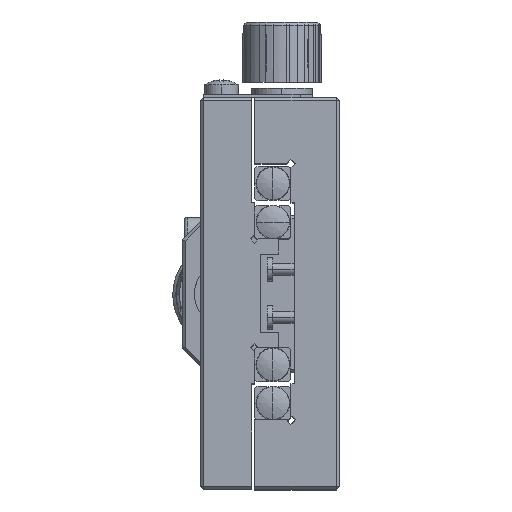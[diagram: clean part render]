
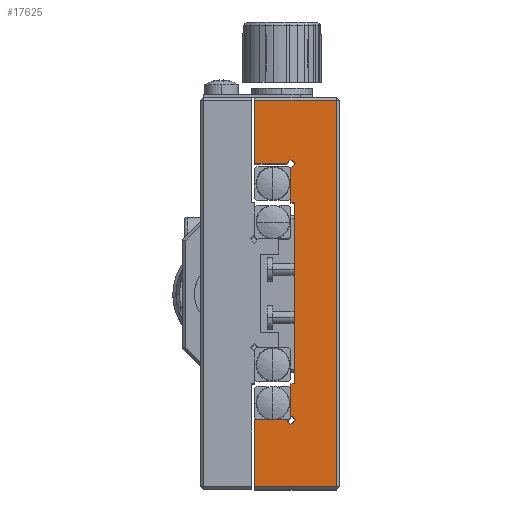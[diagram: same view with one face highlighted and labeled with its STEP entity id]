
A CAD part, top view. The second image highlights one B-rep face of the part: STEP entity #17625.
In plain terms, the highlighted planar face has unit normal (0, 0, -1).
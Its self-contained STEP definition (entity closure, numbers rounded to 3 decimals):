
#359 = VECTOR ( 'NONE', #25797, 1000. ) ;
#451 = CARTESIAN_POINT ( 'NONE',  ( -5.894, 18.359, 32.5 ) ) ;
#763 = VECTOR ( 'NONE', #26998, 1000. ) ;
#835 = VECTOR ( 'NONE', #23252, 1000. ) ;
#936 = CARTESIAN_POINT ( 'NONE',  ( -5.187, 11.859, 32.5 ) ) ;
#954 = ORIENTED_EDGE ( 'NONE', *, *, #8803, .F. ) ;
#1257 = CARTESIAN_POINT ( 'NONE',  ( -4.48, 18.359, 32.5 ) ) ;
#1503 = VERTEX_POINT ( 'NONE', #6383 ) ;
#1663 = CARTESIAN_POINT ( 'NONE',  ( -4.687, 11.859, 32.5 ) ) ;
#2846 = CARTESIAN_POINT ( 'NONE',  ( -5.894, -24.141, 32.5 ) ) ;
#2910 = ORIENTED_EDGE ( 'NONE', *, *, #20952, .F. ) ;
#3397 = DIRECTION ( 'NONE',  ( 0., -1., 0. ) ) ;
#3689 = CARTESIAN_POINT ( 'NONE',  ( 2.313, 28.859, 32.5 ) ) ;
#3740 = VERTEX_POINT ( 'NONE', #22482 ) ;
#4208 = CARTESIAN_POINT ( 'NONE',  ( -5.187, -18.141, 32.5 ) ) ;
#4263 = CARTESIAN_POINT ( 'NONE',  ( -5.187, 19.066, 32.5 ) ) ;
#4635 = VECTOR ( 'NONE', #10678, 1000. ) ;
#4964 = CARTESIAN_POINT ( 'NONE',  ( 2.813, -35.141, 32.5 ) ) ;
#5096 = CARTESIAN_POINT ( 'NONE',  ( -5.187, 19.066, 32.5 ) ) ;
#5106 = DIRECTION ( 'NONE',  ( 1., 0., 0. ) ) ;
#5406 = LINE ( 'NONE', #4964, #5952 ) ;
#5420 = CARTESIAN_POINT ( 'NONE',  ( -5.187, -18.141, 32.5 ) ) ;
#5556 = AXIS2_PLACEMENT_3D ( 'NONE', #14756, #23830, #17183 ) ;
#5567 = DIRECTION ( 'NONE',  ( -1., 0., 0. ) ) ;
#5889 = CARTESIAN_POINT ( 'NONE',  ( -5.187, 29.359, 32.5 ) ) ;
#5952 = VECTOR ( 'NONE', #5106, 1000. ) ;
#5962 = EDGE_CURVE ( 'NONE', #18083, #14862, #22993, .T. ) ;
#6106 = LINE ( 'NONE', #20041, #26241 ) ;
#6126 = ORIENTED_EDGE ( 'NONE', *, *, #23237, .F. ) ;
#6383 = CARTESIAN_POINT ( 'NONE',  ( -11.187, 18.359, 32.5 ) ) ;
#6443 = VECTOR ( 'NONE', #15140, 1000. ) ;
#6586 = EDGE_CURVE ( 'NONE', #3740, #10577, #23997, .T. ) ;
#6881 = DIRECTION ( 'NONE',  ( 0.707, -0.707, 0. ) ) ;
#7345 = EDGE_CURVE ( 'NONE', #14862, #25264, #21627, .T. ) ;
#7546 = VECTOR ( 'NONE', #12076, 1000. ) ;
#8288 = CARTESIAN_POINT ( 'NONE',  ( 2.813, 28.859, 32.5 ) ) ;
#8590 = VECTOR ( 'NONE', #6881, 1000. ) ;
#8658 = EDGE_CURVE ( 'NONE', #17818, #1503, #11000, .T. ) ;
#8803 = EDGE_CURVE ( 'NONE', #22581, #16828, #25501, .T. ) ;
#8853 = CARTESIAN_POINT ( 'NONE',  ( 2.813, -24.141, 32.5 ) ) ;
#8866 = ORIENTED_EDGE ( 'NONE', *, *, #5962, .F. ) ;
#8894 = EDGE_CURVE ( 'NONE', #25148, #18083, #9916, .T. ) ;
#9249 = CARTESIAN_POINT ( 'NONE',  ( -11.187, 29.359, 32.5 ) ) ;
#9474 = EDGE_CURVE ( 'NONE', #1503, #11006, #25962, .T. ) ;
#9481 = LINE ( 'NONE', #13870, #13173 ) ;
#9916 = LINE ( 'NONE', #936, #359 ) ;
#10008 = ORIENTED_EDGE ( 'NONE', *, *, #8658, .F. ) ;
#10389 = CARTESIAN_POINT ( 'NONE',  ( -11.187, 29.359, 32.5 ) ) ;
#10562 = LINE ( 'NONE', #8288, #13080 ) ;
#10577 = VERTEX_POINT ( 'NONE', #24744 ) ;
#10678 = DIRECTION ( 'NONE',  ( -0.707, -0.707, 0. ) ) ;
#11000 = LINE ( 'NONE', #10389, #24528 ) ;
#11006 = VERTEX_POINT ( 'NONE', #451 ) ;
#11277 = LINE ( 'NONE', #8853, #763 ) ;
#11340 = ORIENTED_EDGE ( 'NONE', *, *, #19407, .F. ) ;
#11436 = VECTOR ( 'NONE', #5567, 1000. ) ;
#11850 = CARTESIAN_POINT ( 'NONE',  ( 2.313, -35.141, 32.5 ) ) ;
#12076 = DIRECTION ( 'NONE',  ( 0.707, 0.707, 0. ) ) ;
#12236 = EDGE_CURVE ( 'NONE', #24506, #17818, #10562, .T. ) ;
#13080 = VECTOR ( 'NONE', #13282, 1000. ) ;
#13173 = VECTOR ( 'NONE', #20834, 1000. ) ;
#13282 = DIRECTION ( 'NONE',  ( -1., 0., 0. ) ) ;
#13508 = DIRECTION ( 'NONE',  ( 0.707, -0.707, 0. ) ) ;
#13621 = CARTESIAN_POINT ( 'NONE',  ( -4.687, 29.359, 32.5 ) ) ;
#13717 = CARTESIAN_POINT ( 'NONE',  ( -5.187, -23.434, 32.5 ) ) ;
#13735 = ORIENTED_EDGE ( 'NONE', *, *, #16725, .T. ) ;
#13870 = CARTESIAN_POINT ( 'NONE',  ( -4.48, -24.141, 32.5 ) ) ;
#13939 = ORIENTED_EDGE ( 'NONE', *, *, #7345, .F. ) ;
#14136 = CARTESIAN_POINT ( 'NONE',  ( -5.187, -24.848, 32.5 ) ) ;
#14756 = CARTESIAN_POINT ( 'NONE',  ( 2.813, 29.359, 32.5 ) ) ;
#14862 = VERTEX_POINT ( 'NONE', #15569 ) ;
#15077 = CARTESIAN_POINT ( 'NONE',  ( -5.187, 29.359, 32.5 ) ) ;
#15140 = DIRECTION ( 'NONE',  ( 0., -1., 0. ) ) ;
#15569 = CARTESIAN_POINT ( 'NONE',  ( -4.687, -18.141, 32.5 ) ) ;
#15881 = DIRECTION ( 'NONE',  ( -0.707, 0.707, 0. ) ) ;
#16115 = CARTESIAN_POINT ( 'NONE',  ( -11.187, 28.859, 32.5 ) ) ;
#16330 = EDGE_CURVE ( 'NONE', #16828, #16801, #9481, .T. ) ;
#16364 = ORIENTED_EDGE ( 'NONE', *, *, #6586, .F. ) ;
#16725 = EDGE_CURVE ( 'NONE', #24506, #29081, #6106, .T. ) ;
#16801 = VERTEX_POINT ( 'NONE', #14136 ) ;
#16828 = VERTEX_POINT ( 'NONE', #23502 ) ;
#17045 = LINE ( 'NONE', #15077, #27611 ) ;
#17095 = ORIENTED_EDGE ( 'NONE', *, *, #12236, .F. ) ;
#17138 = VECTOR ( 'NONE', #15881, 1000. ) ;
#17183 = DIRECTION ( 'NONE',  ( 1., 0., 0. ) ) ;
#17415 = VERTEX_POINT ( 'NONE', #23684 ) ;
#17477 = FACE_OUTER_BOUND ( 'NONE', #25904, .T. ) ;
#17625 = ADVANCED_FACE ( 'NONE', ( #17477 ), #28977, .F. ) ;
#17818 = VERTEX_POINT ( 'NONE', #16115 ) ;
#18083 = VERTEX_POINT ( 'NONE', #1663 ) ;
#18866 = CARTESIAN_POINT ( 'NONE',  ( 2.813, 18.359, 32.5 ) ) ;
#19407 = EDGE_CURVE ( 'NONE', #22895, #26798, #11277, .T. ) ;
#19473 = VECTOR ( 'NONE', #13508, 1000. ) ;
#19509 = ORIENTED_EDGE ( 'NONE', *, *, #23067, .F. ) ;
#19630 = ORIENTED_EDGE ( 'NONE', *, *, #20480, .F. ) ;
#19798 = ORIENTED_EDGE ( 'NONE', *, *, #16330, .F. ) ;
#20041 = CARTESIAN_POINT ( 'NONE',  ( 2.313, -35.641, 32.5 ) ) ;
#20106 = VECTOR ( 'NONE', #25282, 1000. ) ;
#20153 = ORIENTED_EDGE ( 'NONE', *, *, #9474, .F. ) ;
#20480 = EDGE_CURVE ( 'NONE', #10577, #25148, #17045, .T. ) ;
#20572 = VECTOR ( 'NONE', #27233, 1000. ) ;
#20834 = DIRECTION ( 'NONE',  ( -0.707, -0.707, 0. ) ) ;
#20889 = VERTEX_POINT ( 'NONE', #25144 ) ;
#20952 = EDGE_CURVE ( 'NONE', #20889, #3740, #24999, .T. ) ;
#21627 = LINE ( 'NONE', #5420, #11436 ) ;
#22235 = LINE ( 'NONE', #5889, #6443 ) ;
#22269 = CARTESIAN_POINT ( 'NONE',  ( -5.187, -23.434, 32.5 ) ) ;
#22482 = CARTESIAN_POINT ( 'NONE',  ( -4.48, 18.359, 32.5 ) ) ;
#22581 = VERTEX_POINT ( 'NONE', #22269 ) ;
#22834 = LINE ( 'NONE', #25091, #17138 ) ;
#22895 = VERTEX_POINT ( 'NONE', #2846 ) ;
#22993 = LINE ( 'NONE', #13621, #20572 ) ;
#23067 = EDGE_CURVE ( 'NONE', #16801, #22895, #22834, .T. ) ;
#23237 = EDGE_CURVE ( 'NONE', #17415, #29081, #5406, .T. ) ;
#23252 = DIRECTION ( 'NONE',  ( 1., 0., 0. ) ) ;
#23502 = CARTESIAN_POINT ( 'NONE',  ( -4.48, -24.141, 32.5 ) ) ;
#23549 = ORIENTED_EDGE ( 'NONE', *, *, #29323, .F. ) ;
#23644 = CARTESIAN_POINT ( 'NONE',  ( -11.187, -24.141, 32.5 ) ) ;
#23684 = CARTESIAN_POINT ( 'NONE',  ( -11.187, -35.141, 32.5 ) ) ;
#23830 = DIRECTION ( 'NONE',  ( 0., 0., 1. ) ) ;
#23911 = EDGE_CURVE ( 'NONE', #25264, #22581, #22235, .T. ) ;
#23997 = LINE ( 'NONE', #1257, #4635 ) ;
#23998 = ORIENTED_EDGE ( 'NONE', *, *, #29803, .F. ) ;
#24012 = LINE ( 'NONE', #5096, #7546 ) ;
#24506 = VERTEX_POINT ( 'NONE', #3689 ) ;
#24528 = VECTOR ( 'NONE', #26565, 1000. ) ;
#24744 = CARTESIAN_POINT ( 'NONE',  ( -5.187, 17.652, 32.5 ) ) ;
#24999 = LINE ( 'NONE', #4263, #19473 ) ;
#25091 = CARTESIAN_POINT ( 'NONE',  ( -5.187, -24.848, 32.5 ) ) ;
#25144 = CARTESIAN_POINT ( 'NONE',  ( -5.187, 19.066, 32.5 ) ) ;
#25148 = VERTEX_POINT ( 'NONE', #26914 ) ;
#25264 = VERTEX_POINT ( 'NONE', #4208 ) ;
#25282 = DIRECTION ( 'NONE',  ( 0., -1., 0. ) ) ;
#25501 = LINE ( 'NONE', #13717, #8590 ) ;
#25797 = DIRECTION ( 'NONE',  ( 1., 0., 0. ) ) ;
#25904 = EDGE_LOOP ( 'NONE', ( #19798, #954, #26278, #13939, #8866, #27010, #19630, #16364, #2910, #23998, #20153, #10008, #17095, #13735, #6126, #23549, #11340, #19509 ) ) ;
#25962 = LINE ( 'NONE', #18866, #835 ) ;
#26241 = VECTOR ( 'NONE', #29279, 1000. ) ;
#26278 = ORIENTED_EDGE ( 'NONE', *, *, #23911, .F. ) ;
#26565 = DIRECTION ( 'NONE',  ( 0., -1., 0. ) ) ;
#26798 = VERTEX_POINT ( 'NONE', #23644 ) ;
#26914 = CARTESIAN_POINT ( 'NONE',  ( -5.187, 11.859, 32.5 ) ) ;
#26998 = DIRECTION ( 'NONE',  ( -1., 0., 0. ) ) ;
#27010 = ORIENTED_EDGE ( 'NONE', *, *, #8894, .F. ) ;
#27233 = DIRECTION ( 'NONE',  ( 0., -1., 0. ) ) ;
#27611 = VECTOR ( 'NONE', #3397, 1000. ) ;
#28977 = PLANE ( 'NONE',  #5556 ) ;
#29081 = VERTEX_POINT ( 'NONE', #11850 ) ;
#29279 = DIRECTION ( 'NONE',  ( 0., -1., 0. ) ) ;
#29323 = EDGE_CURVE ( 'NONE', #26798, #17415, #29836, .T. ) ;
#29803 = EDGE_CURVE ( 'NONE', #11006, #20889, #24012, .T. ) ;
#29836 = LINE ( 'NONE', #9249, #20106 ) ;
